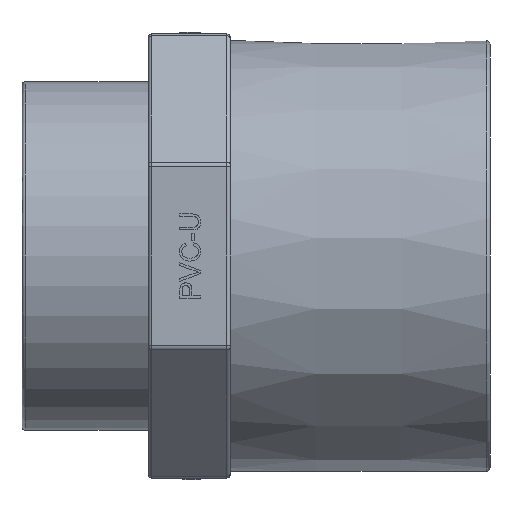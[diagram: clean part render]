
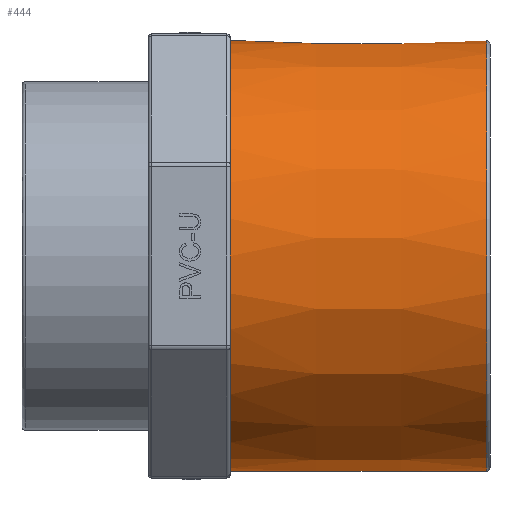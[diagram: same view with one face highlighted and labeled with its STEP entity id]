
A CAD part, left-side view. The second image highlights one B-rep face of the part: STEP entity #444.
In plain terms, the highlighted conical face has half-angle 0.075 degrees and reference radius 31.501 mm.
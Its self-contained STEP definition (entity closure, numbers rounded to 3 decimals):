
#438=CONICAL_SURFACE('',#5353,31.501,0.075);
#444=ADVANCED_FACE('',(#1662,#1663),#438,.T.);
#1538=CIRCLE('',#5351,31.55);
#1539=CIRCLE('',#5352,31.501);
#1662=FACE_BOUND('',#1748,.T.);
#1663=FACE_BOUND('',#1749,.T.);
#1748=EDGE_LOOP('',(#2290));
#1749=EDGE_LOOP('',(#2291));
#2290=ORIENTED_EDGE('',*,*,#4315,.T.);
#2291=ORIENTED_EDGE('',*,*,#4316,.F.);
#3812=VERTEX_POINT('',#7991);
#3813=VERTEX_POINT('',#7993);
#4315=EDGE_CURVE('',#3812,#3812,#1538,.T.);
#4316=EDGE_CURVE('',#3813,#3813,#1539,.T.);
#5351=AXIS2_PLACEMENT_3D('',#7990,#5718,#5719);
#5352=AXIS2_PLACEMENT_3D('',#7992,#5720,#5721);
#5353=AXIS2_PLACEMENT_3D('',#7994,#5722,#5723);
#5718=DIRECTION('',(0.,-1.,0.));
#5719=DIRECTION('',(0.,0.,-1.));
#5720=DIRECTION('',(0.,-1.,0.));
#5721=DIRECTION('',(0.,0.,-1.));
#5722=DIRECTION('',(0.,1.,0.));
#5723=DIRECTION('',(0.,0.,1.));
#7990=CARTESIAN_POINT('',(41852.356,8498.147,0.));
#7991=CARTESIAN_POINT('',(41852.356,8498.147,-31.55));
#7992=CARTESIAN_POINT('',(41852.356,8460.646,0.));
#7993=CARTESIAN_POINT('',(41852.356,8460.646,-31.501));
#7994=CARTESIAN_POINT('',(41852.356,8460.646,0.));
